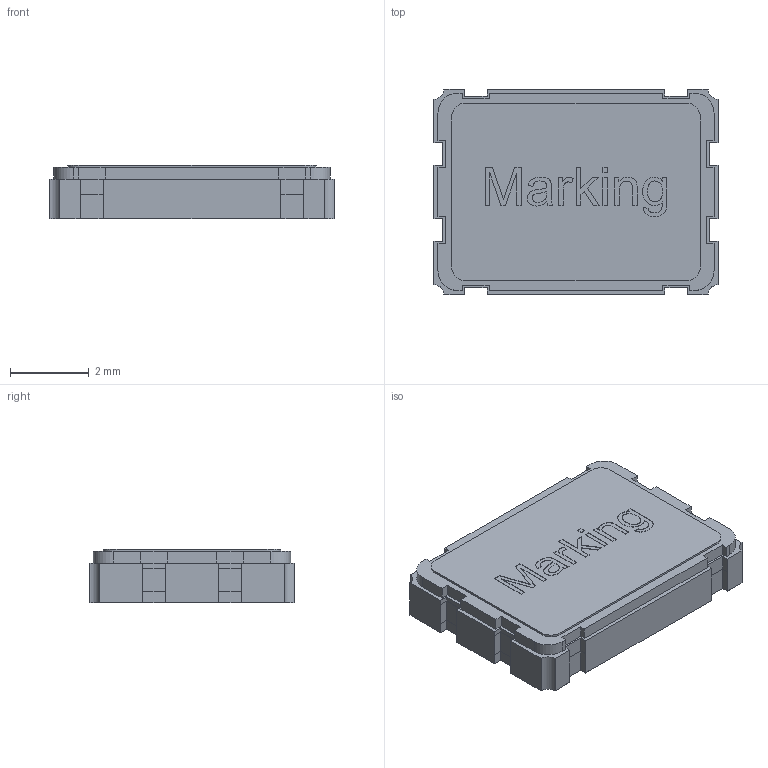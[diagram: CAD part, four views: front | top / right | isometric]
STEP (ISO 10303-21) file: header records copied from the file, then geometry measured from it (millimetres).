
FILE_DESCRIPTION(/* description */ ('Unknown'),/* implementation_level */ '2;1');
FILE_NAME(/* name */ 'FrqSPXO_CFPS-72',/* time_stamp */ '2018-09-04T14:00:37+02:00',/* author */ ('Unknown'),/* organization */ ('Unknown'),/* preprocessor_version */ 'ST-DEVELOPER v16.7',/* originating_system */ 'DEX',/* authorisation */ $);
FILE_SCHEMA (('AUTOMOTIVE_DESIGN {1 0 10303 214 3 1 1}'));
Length unit declared in the file: millimetre
Products named in the file (4): CFPS-72; Body; Pins; Cover
Assembly tree (3 placements, depth 2):
  CFPS-72
    Body
    Pins
    Cover
Bounding box: 7.2 x 5.2 x 1.35 mm (x, y, z)
Volume: 47.9 mm3; surface area: 218.8 mm2
Topology: 10 solids, 10 shells, 367 faces, 992 edges, 656 vertices
Faces by surface type: plane 339, bspline 16, cylinder 12
Entity records: 12891 total; most frequent: CARTESIAN_POINT 2936, ORIENTED_EDGE 1982, DIRECTION 1601, EDGE_CURVE 991, LINE 843, VECTOR 843, VERTEX_POINT 656, EDGE_LOOP 379
